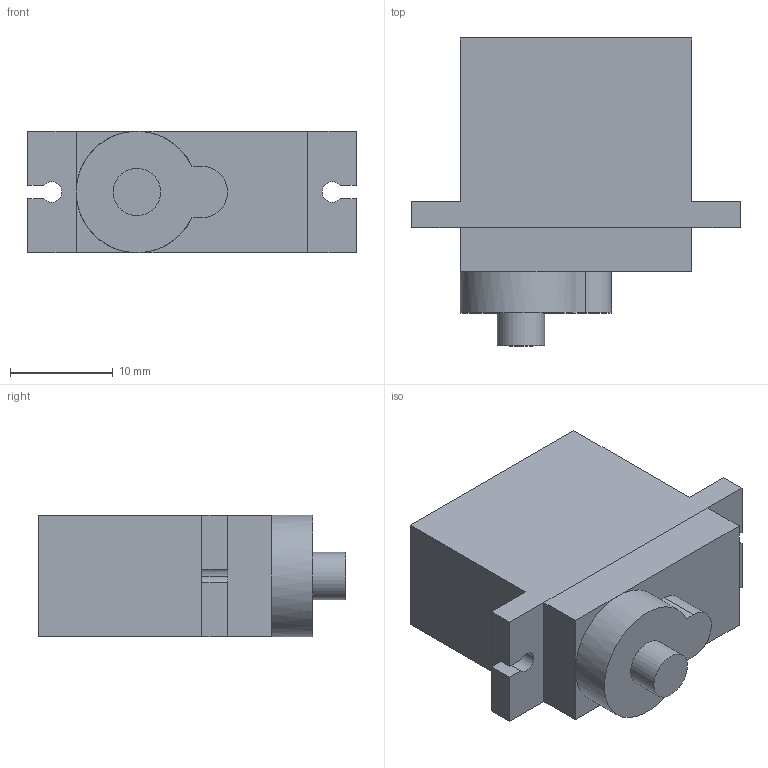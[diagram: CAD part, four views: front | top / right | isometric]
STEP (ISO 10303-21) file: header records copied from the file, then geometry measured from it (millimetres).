
FILE_DESCRIPTION(('FreeCAD Model'),'2;1');
FILE_NAME( 'DC_SERVO.step', '2017-11-12T20:46:23',('Author'),(''), 'Open CASCADE STEP processor 6.8','FreeCAD','Unknown');
FILE_SCHEMA(('AUTOMOTIVE_DESIGN_CC2 { 1 2 10303 214 -1 1 5 4 }'));
Length unit declared in the file: millimetre
Products named in the file (1): LinearPattern002
Bounding box: 31.9 x 29.9 x 11.8 mm (x, y, z)
Volume: 6821 mm3; surface area: 2583.5 mm2
Topology: 1 solids, 1 shells, 34 faces, 86 edges, 55 vertices
Faces by surface type: plane 28, cylinder 6
Full cylindrical faces by diameter (mm): 4.6 x1
Entity records: 2177 total; most frequent: CARTESIAN_POINT 454, DIRECTION 312, LINE 212, VECTOR 212, ORIENTED_EDGE 172, PCURVE 172, DEFINITIONAL_REPRESENTATION 172, EDGE_CURVE 86
